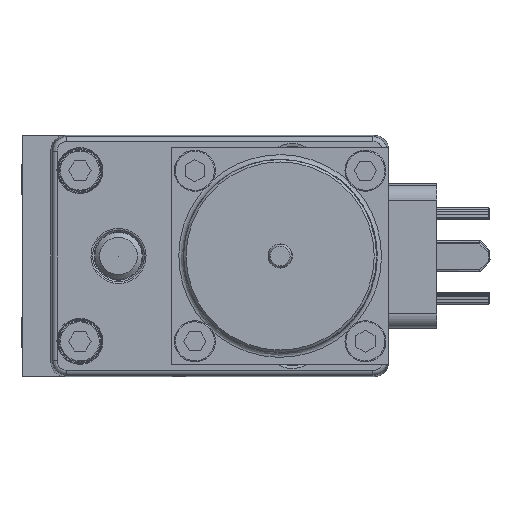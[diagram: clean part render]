
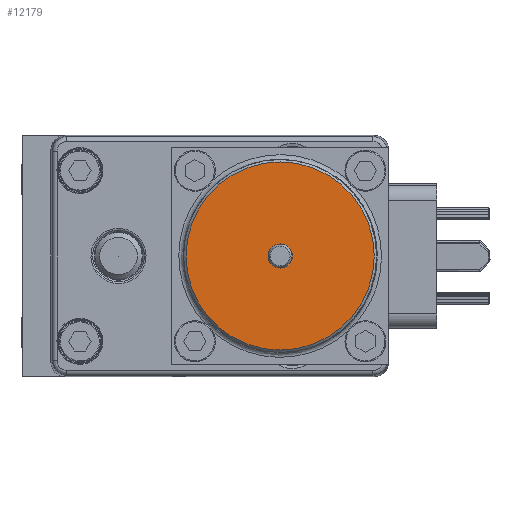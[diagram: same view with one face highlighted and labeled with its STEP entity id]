
A CAD part, left-side view. The second image highlights one B-rep face of the part: STEP entity #12179.
In plain terms, the highlighted planar face has unit normal (-1, 0, 0).
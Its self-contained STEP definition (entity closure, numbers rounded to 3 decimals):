
#2698 = EDGE_LOOP ( 'NONE', ( #27489 ) ) ;
#7424 = CARTESIAN_POINT ( 'NONE',  ( -98.25, 9.5, -44.5 ) ) ;
#12179 = ADVANCED_FACE ( 'NONE', ( #61071, #80081 ), #79678, .T. ) ;
#12477 = CARTESIAN_POINT ( 'NONE',  ( -98.25, 9.5, -25. ) ) ;
#13309 = CIRCLE ( 'NONE', #15896, 2.5 ) ;
#14329 = EDGE_CURVE ( 'NONE', #44326, #44326, #13309, .T. ) ;
#15896 = AXIS2_PLACEMENT_3D ( 'NONE', #44315, #19602, #74698 ) ;
#19602 = DIRECTION ( 'NONE',  ( 1., 0., 0. ) ) ;
#22767 = CIRCLE ( 'NONE', #77146, 19.5 ) ;
#22922 = DIRECTION ( 'NONE',  ( 1., 0., 0. ) ) ;
#27489 = ORIENTED_EDGE ( 'NONE', *, *, #59268, .F. ) ;
#36746 = DIRECTION ( 'NONE',  ( 0., 0., 1. ) ) ;
#44315 = CARTESIAN_POINT ( 'NONE',  ( -98.25, 9.5, -25. ) ) ;
#44326 = VERTEX_POINT ( 'NONE', #74708 ) ;
#45416 = VERTEX_POINT ( 'NONE', #7424 ) ;
#47656 = DIRECTION ( 'NONE',  ( 0., 0., -1. ) ) ;
#59268 = EDGE_CURVE ( 'NONE', #45416, #45416, #22767, .T. ) ;
#61071 = FACE_OUTER_BOUND ( 'NONE', #2698, .T. ) ;
#67940 = DIRECTION ( 'NONE',  ( -1., 0., 0. ) ) ;
#69682 = AXIS2_PLACEMENT_3D ( 'NONE', #12477, #67940, #36746 ) ;
#70701 = EDGE_LOOP ( 'NONE', ( #73662 ) ) ;
#73662 = ORIENTED_EDGE ( 'NONE', *, *, #14329, .T. ) ;
#74698 = DIRECTION ( 'NONE',  ( 0., 0., -1. ) ) ;
#74708 = CARTESIAN_POINT ( 'NONE',  ( -98.25, 9.5, -27.5 ) ) ;
#77146 = AXIS2_PLACEMENT_3D ( 'NONE', #78430, #22922, #47656 ) ;
#78430 = CARTESIAN_POINT ( 'NONE',  ( -98.25, 9.5, -25. ) ) ;
#79678 = PLANE ( 'NONE',  #69682 ) ;
#80081 = FACE_BOUND ( 'NONE', #70701, .T. ) ;
